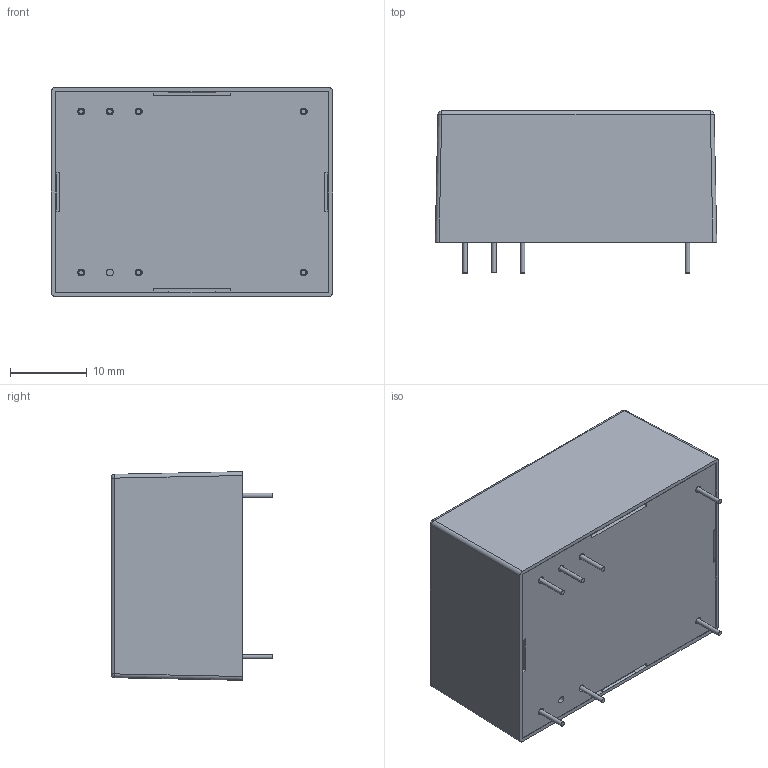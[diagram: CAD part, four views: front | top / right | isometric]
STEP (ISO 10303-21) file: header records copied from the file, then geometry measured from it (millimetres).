
FILE_DESCRIPTION((''),'2;1');
FILE_NAME('RAC04-05SC_277.stp','2015-02-04T13:06:04',('ching'),(''),'Autodesk Inventor 2013','Autodesk Inventor 2013','');
FILE_SCHEMA(('AUTOMOTIVE_DESIGN { 1 0 10303 214 1 1 1 1 }'));
Length unit declared in the file: millimetre
Products named in the file (4): RAC04-05SC_277; P2-154-A_CASE; P2-154-B_base; PIN(1PIW0010000)
Assembly tree (9 placements, depth 2):
  RAC04-05SC_277
    P2-154-A_CASE
    P2-154-B_base
    PIN(1PIW0010000)  x7
Bounding box: 36.7 x 21.1 x 27.2 mm (x, y, z)
Volume: 3111.4 mm3; surface area: 8713.7 mm2
Topology: 9 solids, 9 shells, 1169 faces, 3101 edges, 2109 vertices
Faces by surface type: plane 705, bspline 393, cylinder 53, torus 14, sphere 4
Full cylindrical faces by diameter (mm): 0.6 x14, 0.9 x8, 1 x6
Entity records: 38328 total; most frequent: CARTESIAN_POINT 12444, ORIENTED_EDGE 6006, DIRECTION 3811, EDGE_CURVE 3003, VECTOR 2093, LINE 2093, VERTEX_POINT 2053, EDGE_LOOP 1290
